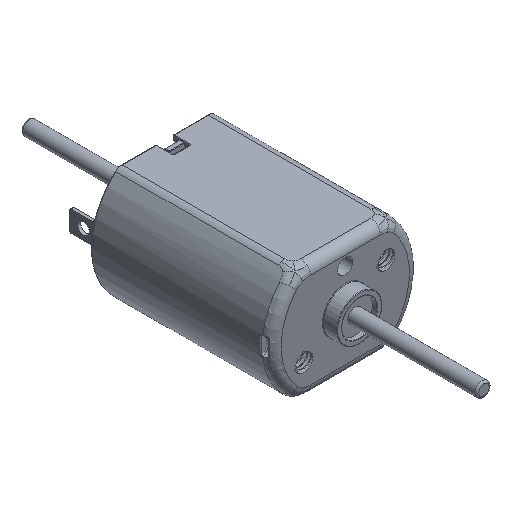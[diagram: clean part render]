
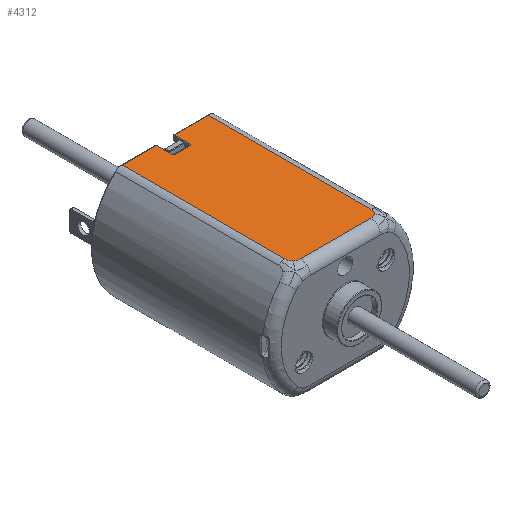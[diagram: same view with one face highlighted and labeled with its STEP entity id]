
A CAD part, isometric view. The second image highlights one B-rep face of the part: STEP entity #4312.
In plain terms, the highlighted planar face has unit normal (0, 0, 1).
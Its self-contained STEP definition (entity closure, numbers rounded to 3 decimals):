
#91=PLANE('',#4785);
#243=CIRCLE('',#4390,0.836);
#246=CIRCLE('',#4393,0.836);
#258=CIRCLE('',#4405,0.836);
#445=CIRCLE('',#4756,0.1);
#449=CIRCLE('',#4762,0.1);
#459=CIRCLE('',#4786,0.836);
#722=FACE_OUTER_BOUND('',#993,.T.);
#993=EDGE_LOOP('',(#3592,#3593,#3594,#3595,#3596,#3597,#3598,#3599,#3600,
#3601,#3602,#3603,#3604,#3605));
#1333=LINE('',#10450,#1558);
#1341=LINE('',#10496,#1566);
#1385=LINE('',#10771,#1610);
#1387=LINE('',#10783,#1612);
#1390=LINE('',#10794,#1615);
#1395=LINE('',#10833,#1620);
#1402=LINE('',#10850,#1627);
#1405=LINE('',#10860,#1630);
#1558=VECTOR('',#5557,10.);
#1566=VECTOR('',#5583,10.);
#1610=VECTOR('',#5769,10.);
#1612=VECTOR('',#5783,10.);
#1615=VECTOR('',#5796,10.);
#1620=VECTOR('',#5815,10.);
#1627=VECTOR('',#5834,10.);
#1630=VECTOR('',#5845,10.);
#1692=VERTEX_POINT('',#6461);
#1693=VERTEX_POINT('',#6468);
#1695=VERTEX_POINT('',#6528);
#1720=VERTEX_POINT('',#7654);
#1721=VERTEX_POINT('',#7661);
#1964=VERTEX_POINT('',#10445);
#1977=VERTEX_POINT('',#10495);
#2024=VERTEX_POINT('',#10756);
#2028=VERTEX_POINT('',#10765);
#2029=VERTEX_POINT('',#10767);
#2032=VERTEX_POINT('',#10777);
#2033=VERTEX_POINT('',#10779);
#2034=VERTEX_POINT('',#10786);
#2048=VERTEX_POINT('',#10858);
#2093=EDGE_CURVE('',#1692,#1693,#243,.T.);
#2097=EDGE_CURVE('',#1695,#1692,#246,.T.);
#2131=EDGE_CURVE('',#1720,#1721,#258,.T.);
#2495=EDGE_CURVE('',#1964,#1695,#1333,.T.);
#2511=EDGE_CURVE('',#1721,#1977,#1341,.T.);
#2599=EDGE_CURVE('',#2028,#2029,#445,.T.);
#2601=EDGE_CURVE('',#2024,#2028,#1385,.T.);
#2605=EDGE_CURVE('',#2032,#2033,#449,.T.);
#2607=EDGE_CURVE('',#2029,#2032,#1387,.T.);
#2613=EDGE_CURVE('',#2034,#1964,#1390,.T.);
#2623=EDGE_CURVE('',#2033,#2034,#1395,.T.);
#2632=EDGE_CURVE('',#1977,#2024,#1402,.T.);
#2636=EDGE_CURVE('',#2048,#1720,#459,.T.);
#2637=EDGE_CURVE('',#1693,#2048,#1405,.T.);
#3592=ORIENTED_EDGE('',*,*,#2613,.F.);
#3593=ORIENTED_EDGE('',*,*,#2623,.F.);
#3594=ORIENTED_EDGE('',*,*,#2605,.F.);
#3595=ORIENTED_EDGE('',*,*,#2607,.F.);
#3596=ORIENTED_EDGE('',*,*,#2599,.F.);
#3597=ORIENTED_EDGE('',*,*,#2601,.F.);
#3598=ORIENTED_EDGE('',*,*,#2632,.F.);
#3599=ORIENTED_EDGE('',*,*,#2511,.F.);
#3600=ORIENTED_EDGE('',*,*,#2131,.F.);
#3601=ORIENTED_EDGE('',*,*,#2636,.F.);
#3602=ORIENTED_EDGE('',*,*,#2637,.F.);
#3603=ORIENTED_EDGE('',*,*,#2093,.F.);
#3604=ORIENTED_EDGE('',*,*,#2097,.F.);
#3605=ORIENTED_EDGE('',*,*,#2495,.F.);
#4312=ADVANCED_FACE('',(#722),#91,.T.);
#4390=AXIS2_PLACEMENT_3D('',#6469,#4878,#4879);
#4393=AXIS2_PLACEMENT_3D('',#6530,#4884,#4885);
#4405=AXIS2_PLACEMENT_3D('',#7662,#4908,#4909);
#4756=AXIS2_PLACEMENT_3D('',#10768,#5763,#5764);
#4762=AXIS2_PLACEMENT_3D('',#10780,#5777,#5778);
#4785=AXIS2_PLACEMENT_3D('',#10857,#5841,#5842);
#4786=AXIS2_PLACEMENT_3D('',#10859,#5843,#5844);
#4878=DIRECTION('center_axis',(0.,0.,-1.));
#4879=DIRECTION('ref_axis',(0.707,-0.707,0.));
#4884=DIRECTION('center_axis',(0.,0.,-1.));
#4885=DIRECTION('ref_axis',(0.707,-0.707,0.));
#4908=DIRECTION('center_axis',(0.,0.,-1.));
#4909=DIRECTION('ref_axis',(-0.707,-0.707,0.));
#5557=DIRECTION('',(0.,-1.,0.));
#5583=DIRECTION('',(0.,1.,0.));
#5763=DIRECTION('center_axis',(0.,0.,1.));
#5764=DIRECTION('ref_axis',(-0.707,-0.707,0.));
#5769=DIRECTION('',(0.,-1.,0.));
#5777=DIRECTION('center_axis',(0.,0.,1.));
#5778=DIRECTION('ref_axis',(0.707,-0.707,0.));
#5783=DIRECTION('',(1.,0.,0.));
#5796=DIRECTION('',(1.,0.,0.));
#5815=DIRECTION('',(0.,1.,0.));
#5834=DIRECTION('',(1.,0.,0.));
#5841=DIRECTION('center_axis',(0.,0.,1.));
#5842=DIRECTION('ref_axis',(1.,0.,0.));
#5843=DIRECTION('center_axis',(0.,0.,-1.));
#5844=DIRECTION('ref_axis',(-0.707,-0.707,0.));
#5845=DIRECTION('',(-1.,0.,0.));
#6461=CARTESIAN_POINT('',(4.29,1.245,6.));
#6468=CARTESIAN_POINT('',(3.698,1.,6.));
#6469=CARTESIAN_POINT('Origin',(3.698,1.836,6.));
#6528=CARTESIAN_POINT('',(4.535,1.836,6.));
#6530=CARTESIAN_POINT('Origin',(3.698,1.836,6.));
#7654=CARTESIAN_POINT('',(-4.29,1.245,6.));
#7661=CARTESIAN_POINT('',(-4.535,1.836,6.));
#7662=CARTESIAN_POINT('Origin',(-3.698,1.836,6.));
#10445=CARTESIAN_POINT('',(4.535,18.95,6.));
#10450=CARTESIAN_POINT('',(4.535,0.,6.));
#10495=CARTESIAN_POINT('',(-4.535,18.95,6.));
#10496=CARTESIAN_POINT('',(-4.535,0.,6.));
#10756=CARTESIAN_POINT('',(-0.95,18.95,6.));
#10765=CARTESIAN_POINT('',(-0.95,17.25,6.));
#10767=CARTESIAN_POINT('',(-0.85,17.15,6.));
#10768=CARTESIAN_POINT('Origin',(-0.85,17.25,6.));
#10771=CARTESIAN_POINT('',(-0.95,8.6,6.));
#10777=CARTESIAN_POINT('',(0.85,17.15,6.));
#10779=CARTESIAN_POINT('',(0.95,17.25,6.));
#10780=CARTESIAN_POINT('Origin',(0.85,17.25,6.));
#10783=CARTESIAN_POINT('',(-2.003,17.15,6.));
#10786=CARTESIAN_POINT('',(0.95,18.95,6.));
#10794=CARTESIAN_POINT('',(-2.453,18.95,6.));
#10833=CARTESIAN_POINT('',(0.95,9.5,6.));
#10850=CARTESIAN_POINT('',(-2.453,18.95,6.));
#10857=CARTESIAN_POINT('Origin',(-4.905,0.,6.));
#10858=CARTESIAN_POINT('',(-3.698,1.,6.));
#10859=CARTESIAN_POINT('Origin',(-3.698,1.836,6.));
#10860=CARTESIAN_POINT('',(-2.453,1.,6.));
